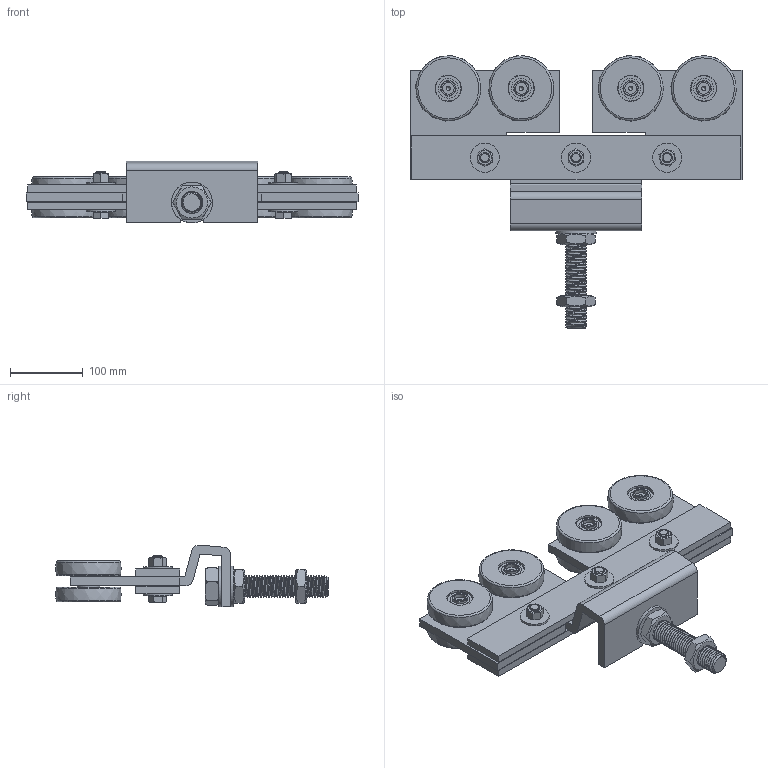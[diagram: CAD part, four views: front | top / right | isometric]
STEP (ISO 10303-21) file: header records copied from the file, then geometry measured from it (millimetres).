
FILE_DESCRIPTION(/* description */ (''),/* implementation_level */ '2;1');
FILE_NAME(/* name */ '9278S.stp',/* time_stamp */ '2015-01-21T11:13:51+01:00',/* author */ ('Marc'),/* organization */ (''),/* preprocessor_version */ 'ST-DEVELOPER v15.6',/* originating_system */ 'Autodesk Inventor 2015',/* authorisation */ '');
FILE_SCHEMA (('AUTOMOTIVE_DESIGN { 1 0 10303 214 3 1 1 }'));
Length unit declared in the file: millimetre
Products named in the file (1): Pièce2
Bounding box: 455 x 374 x 84.73 mm (x, y, z)
Volume: 2784355 mm3; surface area: 621543.4 mm2
Topology: 88 solids, 118 shells, 907 faces, 2171 edges, 1396 vertices
Faces by surface type: plane 344, cylinder 232, torus 194, sphere 72, cone 55, bspline 10
Full cylindrical faces by diameter (mm): 2.5 x16, 14 x6, 15 x3, 16 x8, 19.37 x3, 19.8 x8, 20 x8, 20.5 x8, 25 x7, 25.5 x13, 27.172 x16, 31 x10, 34.828 x16, 36 x8, 40 x6, 42 x24, 46 x8, 56 x2
Entity records: 32435 total; most frequent: CARTESIAN_POINT 12017, DIRECTION 4434, ORIENTED_EDGE 3510, AXIS2_PLACEMENT_3D 2059, EDGE_CURVE 1627, EDGE_LOOP 1417, VERTEX_POINT 1178, CIRCLE 1163
